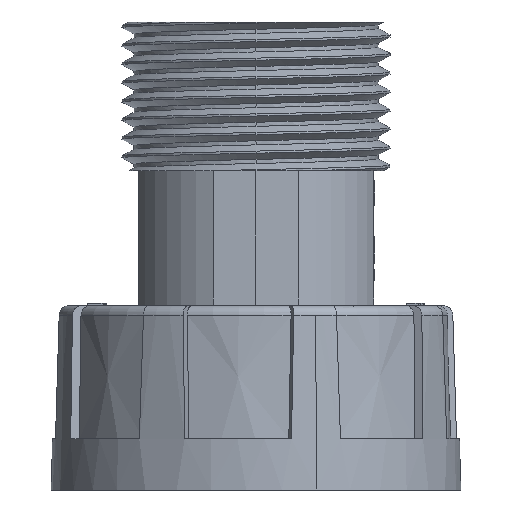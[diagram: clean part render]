
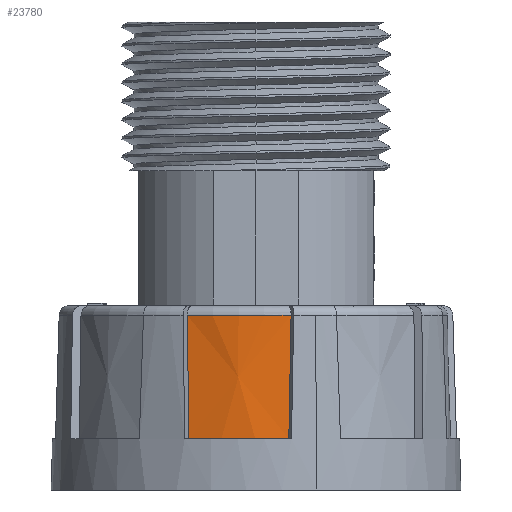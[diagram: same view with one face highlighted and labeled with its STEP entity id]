
A CAD part, front view. The second image highlights one B-rep face of the part: STEP entity #23780.
In plain terms, the highlighted conical face has half-angle 1.5 degrees and reference radius 19 mm.
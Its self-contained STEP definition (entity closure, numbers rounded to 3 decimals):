
#1312 = AXIS2_PLACEMENT_3D ( 'NONE', #2313, #10709, #25411 ) ;
#2313 = CARTESIAN_POINT ( 'NONE',  ( -86.634, -170.792, 17.026 ) ) ;
#3511 = CARTESIAN_POINT ( 'NONE',  ( -91.532, -189.15, 5. ) ) ;
#3520 = AXIS2_PLACEMENT_3D ( 'NONE', #12173, #15756, #5693 ) ;
#3636 = CARTESIAN_POINT ( 'NONE',  ( -81.736, -189.15, 5. ) ) ;
#4748 = AXIS2_PLACEMENT_3D ( 'NONE', #8101, #18814, #12509 ) ;
#5693 = DIRECTION ( 'NONE',  ( -0.383, 0.924, 0. ) ) ;
#6060 = CIRCLE ( 'NONE', #4748, 19. ) ;
#6151 = CONICAL_SURFACE ( 'NONE', #3520, 19., 0.026 ) ;
#8101 = CARTESIAN_POINT ( 'NONE',  ( -86.634, -170.792, 5. ) ) ;
#10130 = CARTESIAN_POINT ( 'NONE',  ( -91.594, -189.025, 9.009 ) ) ;
#10636 = VERTEX_POINT ( 'NONE', #16857 ) ;
#10638 = CARTESIAN_POINT ( 'NONE',  ( -91.532, -189.15, 5. ) ) ;
#10709 = DIRECTION ( 'NONE',  ( 0., 0., -1. ) ) ;
#12041 = CARTESIAN_POINT ( 'NONE',  ( -81.674, -189.025, 9.009 ) ) ;
#12173 = CARTESIAN_POINT ( 'NONE',  ( -86.634, -170.792, 5. ) ) ;
#12509 = DIRECTION ( 'NONE',  ( -0.383, 0.924, 0. ) ) ;
#12809 = EDGE_LOOP ( 'NONE', ( #21212, #19930, #16739, #14635 ) ) ;
#14635 = ORIENTED_EDGE ( 'NONE', *, *, #15609, .T. ) ;
#15609 = EDGE_CURVE ( 'NONE', #17967, #26215, #6060, .T. ) ;
#15756 = DIRECTION ( 'NONE',  ( 0., 0., -1. ) ) ;
#16165 = CARTESIAN_POINT ( 'NONE',  ( -81.612, -188.899, 13.017 ) ) ;
#16739 = ORIENTED_EDGE ( 'NONE', *, *, #21895, .F. ) ;
#16857 = CARTESIAN_POINT ( 'NONE',  ( -91.716, -188.773, 17.026 ) ) ;
#17967 = VERTEX_POINT ( 'NONE', #3511 ) ;
#18504 = CARTESIAN_POINT ( 'NONE',  ( -91.716, -188.773, 17.026 ) ) ;
#18573 = VERTEX_POINT ( 'NONE', #26074 ) ;
#18814 = DIRECTION ( 'NONE',  ( 0., 0., 1. ) ) ;
#19930 = ORIENTED_EDGE ( 'NONE', *, *, #23605, .T. ) ;
#20944 = B_SPLINE_CURVE_WITH_KNOTS ( 'NONE', 3,
 ( #10638, #10130, #23280, #18504 ),
 .UNSPECIFIED., .F., .F.,
 ( 4, 4 ),
 ( 0., 1. ),
 .UNSPECIFIED. ) ;
#21212 = ORIENTED_EDGE ( 'NONE', *, *, #23848, .T. ) ;
#21895 = EDGE_CURVE ( 'NONE', #17967, #10636, #20944, .T. ) ;
#23268 = CIRCLE ( 'NONE', #1312, 18.685 ) ;
#23280 = CARTESIAN_POINT ( 'NONE',  ( -91.655, -188.899, 13.017 ) ) ;
#23605 = EDGE_CURVE ( 'NONE', #18573, #10636, #23268, .T. ) ;
#23780 = ADVANCED_FACE ( 'NONE', ( #26610 ), #6151, .T. ) ;
#23848 = EDGE_CURVE ( 'NONE', #26215, #18573, #26110, .T. ) ;
#24535 = CARTESIAN_POINT ( 'NONE',  ( -81.551, -188.773, 17.026 ) ) ;
#25411 = DIRECTION ( 'NONE',  ( -0.383, 0.924, 0. ) ) ;
#25456 = CARTESIAN_POINT ( 'NONE',  ( -81.736, -189.15, 5. ) ) ;
#26074 = CARTESIAN_POINT ( 'NONE',  ( -81.551, -188.773, 17.026 ) ) ;
#26110 = B_SPLINE_CURVE_WITH_KNOTS ( 'NONE', 3,
 ( #3636, #12041, #16165, #24535 ),
 .UNSPECIFIED., .F., .F.,
 ( 4, 4 ),
 ( 0., 1. ),
 .UNSPECIFIED. ) ;
#26215 = VERTEX_POINT ( 'NONE', #25456 ) ;
#26610 = FACE_OUTER_BOUND ( 'NONE', #12809, .T. ) ;
